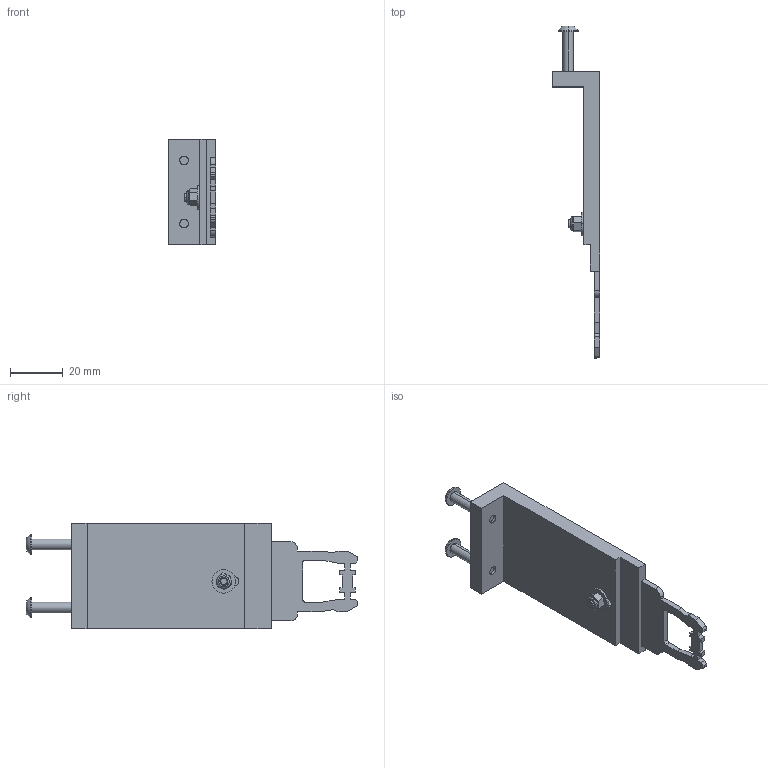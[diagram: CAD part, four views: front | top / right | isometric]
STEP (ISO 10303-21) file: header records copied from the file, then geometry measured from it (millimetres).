
FILE_DESCRIPTION (( 'STEP AP214' ), '1' );
FILE_NAME ('47740~0.STEP', '2019-07-31T10:51:28', ( '' ), ( '' ), 'SwSTEP 2.0', 'SolidWorks 2018', '' );
FILE_SCHEMA (( 'AUTOMOTIVE_DESIGN' ));
Length unit declared in the file: millimetre
Products named in the file (8): ISO7380~n_M04,0x020; DIN7991~n_M03,0x012; 33484~0_S; 47596~0_S; 47594~0_S; 47740~0; DIN985-A2~n_M03,0; 9286~0
Assembly tree (8 placements, depth 3):
  47740~0
    47594~0_S
    47596~0_S
      33484~0_S
    ISO7380~n_M04,0x020  x2
    DIN7991~n_M03,0x012
    9286~0
    DIN985-A2~n_M03,0
Bounding box: 18.05 x 126.2 x 40 mm (x, y, z)
Volume: 21737.3 mm3; surface area: 13216.9 mm2
Topology: 7 solids, 7 shells, 211 faces, 555 edges, 364 vertices
Faces by surface type: cylinder 93, plane 90, cone 22, torus 6
Entity records: 6873 total; most frequent: CARTESIAN_POINT 1116, DIRECTION 1018, ORIENTED_EDGE 968, EDGE_CURVE 484, AXIS2_PLACEMENT_3D 364, VERTEX_POINT 318, VECTOR 290, LINE 290
